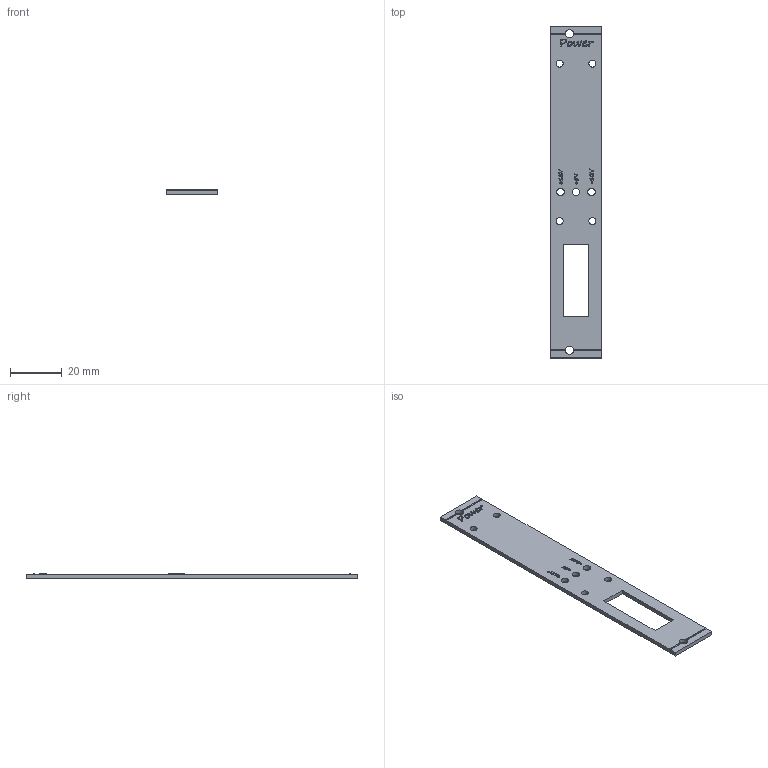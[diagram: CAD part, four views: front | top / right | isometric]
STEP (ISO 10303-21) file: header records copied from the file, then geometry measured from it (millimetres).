
FILE_DESCRIPTION (( 'STEP AP214' ), '1' );
FILE_NAME ('Power Module Front.step', '2022-06-16T06:13:26', ( '' ), ( '' ), 'SwSTEP 2.0', 'SolidWorks 2020', '' );
FILE_SCHEMA (( 'AUTOMOTIVE_DESIGN' ));
Length unit declared in the file: millimetre
Products named in the file (1): Power Module Front
Bounding box: 20 x 128.5 x 1.7 mm (x, y, z)
Volume: 3570.7 mm3; surface area: 5207.4 mm2
Topology: 1 solids, 1 shells, 380 faces, 1077 edges, 718 vertices
Faces by surface type: bspline 291, plane 71, cylinder 18
Entity records: 27148 total; most frequent: CARTESIAN_POINT 15307, ORIENTED_EDGE 2154, EDGE_CURVE 1077, VERTEX_POINT 718, DIRECTION 711, B_SPLINE_CURVE_WITH_KNOTS 582, LINE 459, VECTOR 459
